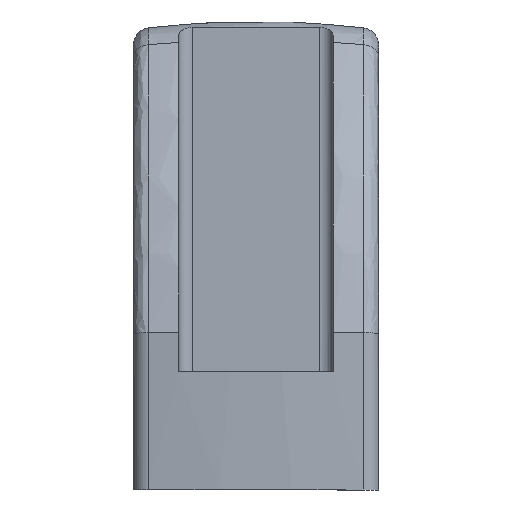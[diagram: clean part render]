
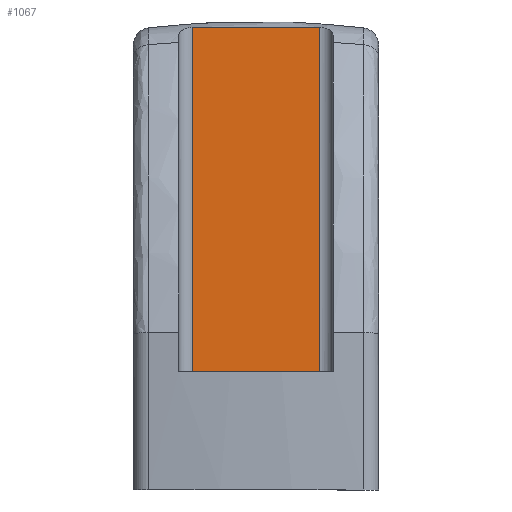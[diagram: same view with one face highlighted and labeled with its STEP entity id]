
A CAD part, front view. The second image highlights one B-rep face of the part: STEP entity #1067.
In plain terms, the highlighted planar face has unit normal (0, -1, 0).
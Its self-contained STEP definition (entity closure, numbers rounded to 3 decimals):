
#444 = CARTESIAN_POINT ( 'NONE',  ( -7.3, -63., 52.803 ) ) ;
#452 = CARTESIAN_POINT ( 'NONE',  ( 2.436, -63., 53.088 ) ) ;
#590 = EDGE_CURVE ( 'NONE', #1652, #658, #2205, .T. ) ;
#633 = LINE ( 'NONE', #3095, #1581 ) ;
#658 = VERTEX_POINT ( 'NONE', #2534 ) ;
#696 = DIRECTION ( 'NONE',  ( 0., -1., 0. ) ) ;
#1067 = ADVANCED_FACE ( 'NONE', ( #2549 ), #1236, .T. ) ;
#1098 = LINE ( 'NONE', #3296, #2557 ) ;
#1192 = EDGE_LOOP ( 'NONE', ( #2868, #1880, #2135, #3041 ) ) ;
#1195 = DIRECTION ( 'NONE',  ( 1., 0., 0. ) ) ;
#1204 = VERTEX_POINT ( 'NONE', #1814 ) ;
#1236 = PLANE ( 'NONE',  #2708 ) ;
#1424 = CARTESIAN_POINT ( 'NONE',  ( 7.3, -63., 52.803 ) ) ;
#1480 = CARTESIAN_POINT ( 'NONE',  ( -4.868, -63., 52.994 ) ) ;
#1554 = CARTESIAN_POINT ( 'NONE',  ( -7.3, -63., 13.5 ) ) ;
#1581 = VECTOR ( 'NONE', #2081, 1000. ) ;
#1627 = VECTOR ( 'NONE', #3325, 1000. ) ;
#1652 = VERTEX_POINT ( 'NONE', #1424 ) ;
#1742 = CARTESIAN_POINT ( 'NONE',  ( 7.3, -63., 52.803 ) ) ;
#1814 = CARTESIAN_POINT ( 'NONE',  ( 7.3, -63., 13.5 ) ) ;
#1880 = ORIENTED_EDGE ( 'NONE', *, *, #590, .T. ) ;
#2007 = CARTESIAN_POINT ( 'NONE',  ( 7.3, -63., 67. ) ) ;
#2012 = CARTESIAN_POINT ( 'NONE',  ( -2.431, -63., 53.088 ) ) ;
#2031 = CARTESIAN_POINT ( 'NONE',  ( 4.868, -63., 52.994 ) ) ;
#2081 = DIRECTION ( 'NONE',  ( 0., 0., 1. ) ) ;
#2135 = ORIENTED_EDGE ( 'NONE', *, *, #2661, .T. ) ;
#2143 = EDGE_CURVE ( 'NONE', #2336, #1204, #1098, .T. ) ;
#2153 = LINE ( 'NONE', #3232, #1627 ) ;
#2205 = B_SPLINE_CURVE_WITH_KNOTS ( 'NONE', 3,
 ( #1742, #2031, #452, #2012, #1480, #444 ),
 .UNSPECIFIED., .F., .F.,
 ( 4, 2, 4 ),
 ( 0., 0.007, 0.015 ),
 .UNSPECIFIED. ) ;
#2336 = VERTEX_POINT ( 'NONE', #1554 ) ;
#2534 = CARTESIAN_POINT ( 'NONE',  ( -7.3, -63., 52.803 ) ) ;
#2549 = FACE_OUTER_BOUND ( 'NONE', #1192, .T. ) ;
#2557 = VECTOR ( 'NONE', #1195, 1000. ) ;
#2661 = EDGE_CURVE ( 'NONE', #658, #2336, #2153, .T. ) ;
#2708 = AXIS2_PLACEMENT_3D ( 'NONE', #2007, #696, #3084 ) ;
#2868 = ORIENTED_EDGE ( 'NONE', *, *, #3254, .T. ) ;
#3041 = ORIENTED_EDGE ( 'NONE', *, *, #2143, .T. ) ;
#3084 = DIRECTION ( 'NONE',  ( 1., 0., 0. ) ) ;
#3095 = CARTESIAN_POINT ( 'NONE',  ( 7.3, -63., 67. ) ) ;
#3232 = CARTESIAN_POINT ( 'NONE',  ( -7.3, -63., 67. ) ) ;
#3254 = EDGE_CURVE ( 'NONE', #1204, #1652, #633, .T. ) ;
#3296 = CARTESIAN_POINT ( 'NONE',  ( 7.3, -63., 13.5 ) ) ;
#3325 = DIRECTION ( 'NONE',  ( 0., 0., -1. ) ) ;
